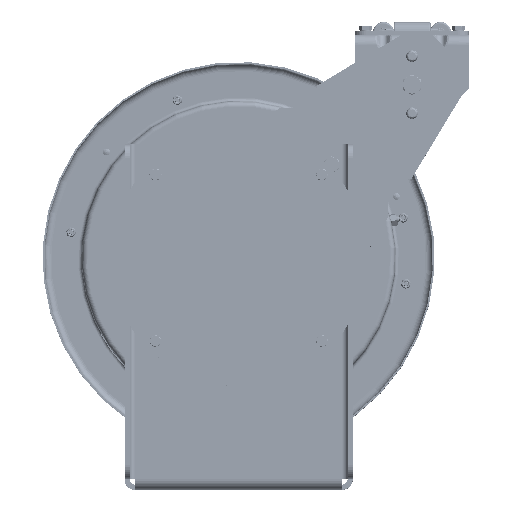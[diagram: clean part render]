
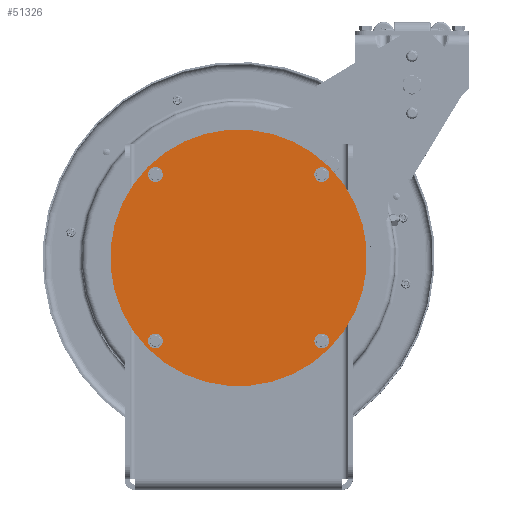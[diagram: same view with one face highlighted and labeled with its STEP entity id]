
A CAD part, top view. The second image highlights one B-rep face of the part: STEP entity #51326.
In plain terms, the highlighted planar face has unit normal (0, 0, 1).
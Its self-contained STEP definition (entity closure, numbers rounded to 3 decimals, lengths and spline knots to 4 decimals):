
#3293=FACE_BOUND('',#11268,.T.);
#3294=FACE_BOUND('',#11269,.T.);
#3295=FACE_BOUND('',#11270,.T.);
#3296=FACE_BOUND('',#11271,.T.);
#4585=PLANE('',#56608);
#7180=FACE_OUTER_BOUND('',#11267,.T.);
#11267=EDGE_LOOP('',(#40692));
#11268=EDGE_LOOP('',(#40693));
#11269=EDGE_LOOP('',(#40694));
#11270=EDGE_LOOP('',(#40695));
#11271=EDGE_LOOP('',(#40696));
#19340=CIRCLE('',#56595,0.1405);
#19342=CIRCLE('',#56598,0.1405);
#19344=CIRCLE('',#56601,0.1405);
#19346=CIRCLE('',#56604,0.1405);
#19347=CIRCLE('',#56606,4.5);
#23424=VERTEX_POINT('',#93775);
#23426=VERTEX_POINT('',#93780);
#23428=VERTEX_POINT('',#93785);
#23430=VERTEX_POINT('',#93790);
#23431=VERTEX_POINT('',#93793);
#29448=EDGE_CURVE('',#23424,#23424,#19340,.T.);
#29450=EDGE_CURVE('',#23426,#23426,#19342,.T.);
#29452=EDGE_CURVE('',#23428,#23428,#19344,.T.);
#29454=EDGE_CURVE('',#23430,#23430,#19346,.T.);
#29455=EDGE_CURVE('',#23431,#23431,#19347,.T.);
#40692=ORIENTED_EDGE('',*,*,#29455,.F.);
#40693=ORIENTED_EDGE('',*,*,#29448,.T.);
#40694=ORIENTED_EDGE('',*,*,#29450,.T.);
#40695=ORIENTED_EDGE('',*,*,#29452,.T.);
#40696=ORIENTED_EDGE('',*,*,#29454,.T.);
#51326=ADVANCED_FACE('',(#7180,#3293,#3294,#3295,#3296),#4585,.F.);
#56595=AXIS2_PLACEMENT_3D('',#93776,#68516,#68517);
#56598=AXIS2_PLACEMENT_3D('',#93781,#68522,#68523);
#56601=AXIS2_PLACEMENT_3D('',#93786,#68528,#68529);
#56604=AXIS2_PLACEMENT_3D('',#93791,#68534,#68535);
#56606=AXIS2_PLACEMENT_3D('',#93794,#68538,#68539);
#56608=AXIS2_PLACEMENT_3D('',#93797,#68542,#68543);
#68516=DIRECTION('center_axis',(0.,0.,
-1.));
#68517=DIRECTION('ref_axis',(-0.707,-0.707,0.));
#68522=DIRECTION('center_axis',(0.,0.,
-1.));
#68523=DIRECTION('ref_axis',(-0.707,0.707,0.));
#68528=DIRECTION('center_axis',(0.,0.,
-1.));
#68529=DIRECTION('ref_axis',(0.707,0.707,0.));
#68534=DIRECTION('center_axis',(0.,0.,
-1.));
#68535=DIRECTION('ref_axis',(0.707,-0.707,0.));
#68538=DIRECTION('center_axis',(0.,0.,
-1.));
#68539=DIRECTION('ref_axis',(-0.707,0.707,0.));
#68542=DIRECTION('center_axis',(0.,0.,
-1.));
#68543=DIRECTION('ref_axis',(-0.707,0.707,0.));
#93775=CARTESIAN_POINT('',(2.021,-9.8161,-5.8212));
#93776=CARTESIAN_POINT('Origin',(2.1203,-9.7168,-5.8212));
#93780=CARTESIAN_POINT('',(-3.8127,-9.6174,-5.8212));
#93781=CARTESIAN_POINT('Origin',(-3.7133,-9.7168,-5.8212));
#93785=CARTESIAN_POINT('',(-3.614,-3.7838,-5.8212));
#93786=CARTESIAN_POINT('Origin',(-3.7133,-3.8832,-5.8212));
#93790=CARTESIAN_POINT('',(2.2197,-3.9825,-5.8212));
#93791=CARTESIAN_POINT('Origin',(2.1203,-3.8832,-5.8212));
#93793=CARTESIAN_POINT('',(2.3855,-9.9819,-5.8212));
#93794=CARTESIAN_POINT('Origin',(-0.7965,-6.8,-5.8212));
#93797=CARTESIAN_POINT('Origin',(-0.7965,-6.8,-5.8212));
